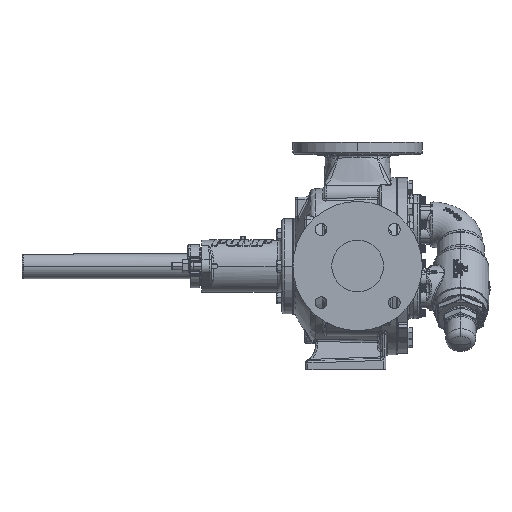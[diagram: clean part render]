
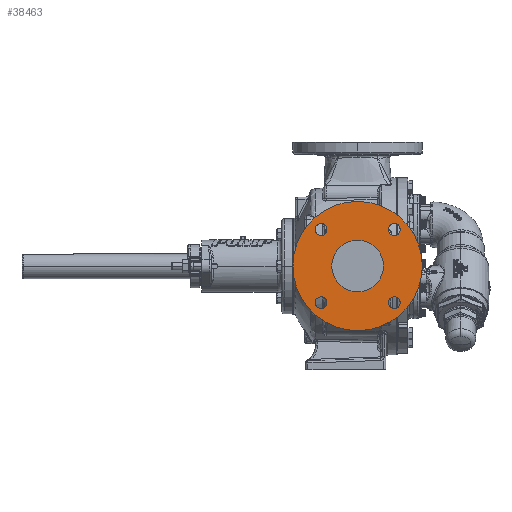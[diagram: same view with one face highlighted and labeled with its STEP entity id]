
A CAD part, top view. The second image highlights one B-rep face of the part: STEP entity #38463.
In plain terms, the highlighted planar face has unit normal (0, 0, 1).
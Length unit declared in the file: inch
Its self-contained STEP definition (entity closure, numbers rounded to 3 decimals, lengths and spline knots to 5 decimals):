
#722 = ORIENTED_EDGE ( 'NONE', *, *, #91659, .F. ) ;
#1625 = CARTESIAN_POINT ( 'NONE',  ( -0.47243, -2.12132, 7.19 ) ) ;
#5730 = ORIENTED_EDGE ( 'NONE', *, *, #176429, .T. ) ;
#7097 = ORIENTED_EDGE ( 'NONE', *, *, #137093, .F. ) ;
#7284 = AXIS2_PLACEMENT_3D ( 'NONE', #115730, #30377, #129986 ) ;
#10062 = EDGE_CURVE ( 'NONE', #28963, #105246, #129356, .T. ) ;
#10694 = CARTESIAN_POINT ( 'NONE',  ( -2.25, -1.5, 7.19 ) ) ;
#11737 = CIRCLE ( 'NONE', #72218, 1.5 ) ;
#17462 = EDGE_CURVE ( 'NONE', #146047, #144338, #183163, .T. ) ;
#18319 = EDGE_CURVE ( 'NONE', #144338, #146047, #44059, .T. ) ;
#19310 = FACE_BOUND ( 'NONE', #93891, .T. ) ;
#21383 = ORIENTED_EDGE ( 'NONE', *, *, #50702, .T. ) ;
#24865 = ORIENTED_EDGE ( 'NONE', *, *, #178836, .F. ) ;
#24991 = DIRECTION ( 'NONE',  ( 0., 0., 1. ) ) ;
#25878 = EDGE_CURVE ( 'NONE', #71866, #69309, #146452, .T. ) ;
#25974 = EDGE_LOOP ( 'NONE', ( #21383, #5730 ) ) ;
#28963 = VERTEX_POINT ( 'NONE', #181108 ) ;
#29312 = CIRCLE ( 'NONE', #96314, 0.34375 ) ;
#29805 = CARTESIAN_POINT ( 'NONE',  ( -2.25, 0., 7.19 ) ) ;
#30226 = CARTESIAN_POINT ( 'NONE',  ( -4.37132, 2.12132, 7.19 ) ) ;
#30258 = DIRECTION ( 'NONE',  ( 0., 0., -1. ) ) ;
#30377 = DIRECTION ( 'NONE',  ( 0., 0., 1. ) ) ;
#34130 = DIRECTION ( 'NONE',  ( 0., 0., 1. ) ) ;
#38463 = ADVANCED_FACE ( 'NONE', ( #95099, #19310, #57274, #90702, #128446, #52765 ), #123956, .T. ) ;
#38489 = DIRECTION ( 'NONE',  ( 0., 0., 1. ) ) ;
#40392 = CARTESIAN_POINT ( 'NONE',  ( -2.25, 0., 7.19 ) ) ;
#42017 = AXIS2_PLACEMENT_3D ( 'NONE', #115620, #30258, #129869 ) ;
#43460 = CARTESIAN_POINT ( 'NONE',  ( -4.37132, -2.12132, 7.19 ) ) ;
#43618 = CIRCLE ( 'NONE', #7284, 0.34375 ) ;
#44059 = CIRCLE ( 'NONE', #115989, 3.75 ) ;
#44162 = DIRECTION ( 'NONE',  ( 1., 0., 0. ) ) ;
#44608 = DIRECTION ( 'NONE',  ( 1., 0., 0. ) ) ;
#46804 = AXIS2_PLACEMENT_3D ( 'NONE', #166334, #81185, #180646 ) ;
#47463 = AXIS2_PLACEMENT_3D ( 'NONE', #119480, #34130, #133714 ) ;
#48390 = DIRECTION ( 'NONE',  ( 0., 0., 1. ) ) ;
#49268 = CARTESIAN_POINT ( 'NONE',  ( 0.21507, 2.12132, 7.19 ) ) ;
#50544 = VERTEX_POINT ( 'NONE', #137326 ) ;
#50702 = EDGE_CURVE ( 'NONE', #97963, #97089, #64057, .T. ) ;
#51499 = ORIENTED_EDGE ( 'NONE', *, *, #10062, .F. ) ;
#52765 = FACE_BOUND ( 'NONE', #25974, .T. ) ;
#53502 = CARTESIAN_POINT ( 'NONE',  ( -2.25, -3.75, 7.19 ) ) ;
#54774 = DIRECTION ( 'NONE',  ( 1., 0., 0. ) ) ;
#55200 = VERTEX_POINT ( 'NONE', #110239 ) ;
#56250 = CIRCLE ( 'NONE', #97922, 0.34375 ) ;
#56594 = DIRECTION ( 'NONE',  ( 0., 0., 1. ) ) ;
#56936 = EDGE_LOOP ( 'NONE', ( #24865, #57622 ) ) ;
#57274 = FACE_BOUND ( 'NONE', #56936, .T. ) ;
#57622 = ORIENTED_EDGE ( 'NONE', *, *, #112923, .F. ) ;
#57855 = DIRECTION ( 'NONE',  ( 1., 0., 0. ) ) ;
#60008 = EDGE_CURVE ( 'NONE', #50544, #111025, #43618, .T. ) ;
#61329 = AXIS2_PLACEMENT_3D ( 'NONE', #75224, #174763, #89624 ) ;
#62834 = CARTESIAN_POINT ( 'NONE',  ( -2.25, 1.5, 7.19 ) ) ;
#64057 = CIRCLE ( 'NONE', #42017, 1.5 ) ;
#65360 = AXIS2_PLACEMENT_3D ( 'NONE', #133607, #48390, #147946 ) ;
#69309 = VERTEX_POINT ( 'NONE', #105524 ) ;
#71036 = EDGE_CURVE ( 'NONE', #111025, #50544, #138776, .T. ) ;
#71866 = VERTEX_POINT ( 'NONE', #181272 ) ;
#72218 = AXIS2_PLACEMENT_3D ( 'NONE', #29805, #129395, #44162 ) ;
#75224 = CARTESIAN_POINT ( 'NONE',  ( -0.12868, 2.12132, 7.19 ) ) ;
#81185 = DIRECTION ( 'NONE',  ( 0., 0., 1. ) ) ;
#87120 = EDGE_LOOP ( 'NONE', ( #90944, #153386 ) ) ;
#89427 = EDGE_LOOP ( 'NONE', ( #7097, #170196 ) ) ;
#89624 = DIRECTION ( 'NONE',  ( 1., 0., 0. ) ) ;
#90702 = FACE_BOUND ( 'NONE', #105420, .T. ) ;
#90944 = ORIENTED_EDGE ( 'NONE', *, *, #18319, .T. ) ;
#91659 = EDGE_CURVE ( 'NONE', #105246, #28963, #29312, .T. ) ;
#93891 = EDGE_LOOP ( 'NONE', ( #180074, #142109 ) ) ;
#95099 = FACE_OUTER_BOUND ( 'NONE', #87120, .T. ) ;
#96314 = AXIS2_PLACEMENT_3D ( 'NONE', #43460, #143030, #57855 ) ;
#97089 = VERTEX_POINT ( 'NONE', #62834 ) ;
#97922 = AXIS2_PLACEMENT_3D ( 'NONE', #121264, #38489, #138070 ) ;
#97963 = VERTEX_POINT ( 'NONE', #10694 ) ;
#105246 = VERTEX_POINT ( 'NONE', #174144 ) ;
#105420 = EDGE_LOOP ( 'NONE', ( #51499, #722 ) ) ;
#105524 = CARTESIAN_POINT ( 'NONE',  ( -4.02757, 2.12132, 7.19 ) ) ;
#110239 = CARTESIAN_POINT ( 'NONE',  ( 0.21507, -2.12132, 7.19 ) ) ;
#110309 = CARTESIAN_POINT ( 'NONE',  ( -2.25, 0., 7.19 ) ) ;
#111025 = VERTEX_POINT ( 'NONE', #49268 ) ;
#112923 = EDGE_CURVE ( 'NONE', #126867, #55200, #180489, .T. ) ;
#115620 = CARTESIAN_POINT ( 'NONE',  ( -2.25, 0., 7.19 ) ) ;
#115730 = CARTESIAN_POINT ( 'NONE',  ( -0.12868, 2.12132, 7.19 ) ) ;
#115989 = AXIS2_PLACEMENT_3D ( 'NONE', #40392, #139980, #54774 ) ;
#117998 = CIRCLE ( 'NONE', #65360, 0.34375 ) ;
#118960 = AXIS2_PLACEMENT_3D ( 'NONE', #110309, #24991, #124572 ) ;
#119480 = CARTESIAN_POINT ( 'NONE',  ( -4.37132, -2.12132, 7.19 ) ) ;
#121264 = CARTESIAN_POINT ( 'NONE',  ( -4.37132, 2.12132, 7.19 ) ) ;
#123956 = PLANE ( 'NONE',  #118960 ) ;
#124572 = DIRECTION ( 'NONE',  ( 1., 0., 0. ) ) ;
#126867 = VERTEX_POINT ( 'NONE', #1625 ) ;
#128446 = FACE_BOUND ( 'NONE', #89427, .T. ) ;
#129356 = CIRCLE ( 'NONE', #47463, 0.34375 ) ;
#129395 = DIRECTION ( 'NONE',  ( 0., 0., -1. ) ) ;
#129838 = DIRECTION ( 'NONE',  ( 0., 0., 1. ) ) ;
#129869 = DIRECTION ( 'NONE',  ( 1., 0., 0. ) ) ;
#129986 = DIRECTION ( 'NONE',  ( 1., 0., 0. ) ) ;
#133607 = CARTESIAN_POINT ( 'NONE',  ( -0.12868, -2.12132, 7.19 ) ) ;
#133714 = DIRECTION ( 'NONE',  ( 1., 0., 0. ) ) ;
#137093 = EDGE_CURVE ( 'NONE', #69309, #71866, #56250, .T. ) ;
#137326 = CARTESIAN_POINT ( 'NONE',  ( -0.47243, 2.12132, 7.19 ) ) ;
#138070 = DIRECTION ( 'NONE',  ( 1., 0., 0. ) ) ;
#138776 = CIRCLE ( 'NONE', #61329, 0.34375 ) ;
#139980 = DIRECTION ( 'NONE',  ( 0., 0., 1. ) ) ;
#141804 = CARTESIAN_POINT ( 'NONE',  ( -2.25, 0., 7.19 ) ) ;
#142109 = ORIENTED_EDGE ( 'NONE', *, *, #60008, .F. ) ;
#143030 = DIRECTION ( 'NONE',  ( 0., 0., 1. ) ) ;
#144338 = VERTEX_POINT ( 'NONE', #53502 ) ;
#144653 = CARTESIAN_POINT ( 'NONE',  ( -2.25, 3.75, 7.19 ) ) ;
#146047 = VERTEX_POINT ( 'NONE', #144653 ) ;
#146452 = CIRCLE ( 'NONE', #158711, 0.34375 ) ;
#146695 = AXIS2_PLACEMENT_3D ( 'NONE', #141804, #56594, #156114 ) ;
#147946 = DIRECTION ( 'NONE',  ( 1., 0., 0. ) ) ;
#153386 = ORIENTED_EDGE ( 'NONE', *, *, #17462, .T. ) ;
#156114 = DIRECTION ( 'NONE',  ( 1., 0., 0. ) ) ;
#158711 = AXIS2_PLACEMENT_3D ( 'NONE', #30226, #129838, #44608 ) ;
#166334 = CARTESIAN_POINT ( 'NONE',  ( -0.12868, -2.12132, 7.19 ) ) ;
#170196 = ORIENTED_EDGE ( 'NONE', *, *, #25878, .F. ) ;
#174144 = CARTESIAN_POINT ( 'NONE',  ( -4.71507, -2.12132, 7.19 ) ) ;
#174763 = DIRECTION ( 'NONE',  ( 0., 0., 1. ) ) ;
#176429 = EDGE_CURVE ( 'NONE', #97089, #97963, #11737, .T. ) ;
#178836 = EDGE_CURVE ( 'NONE', #55200, #126867, #117998, .T. ) ;
#180074 = ORIENTED_EDGE ( 'NONE', *, *, #71036, .F. ) ;
#180489 = CIRCLE ( 'NONE', #46804, 0.34375 ) ;
#180646 = DIRECTION ( 'NONE',  ( 1., 0., 0. ) ) ;
#181108 = CARTESIAN_POINT ( 'NONE',  ( -4.02757, -2.12132, 7.19 ) ) ;
#181272 = CARTESIAN_POINT ( 'NONE',  ( -4.71507, 2.12132, 7.19 ) ) ;
#183163 = CIRCLE ( 'NONE', #146695, 3.75 ) ;
